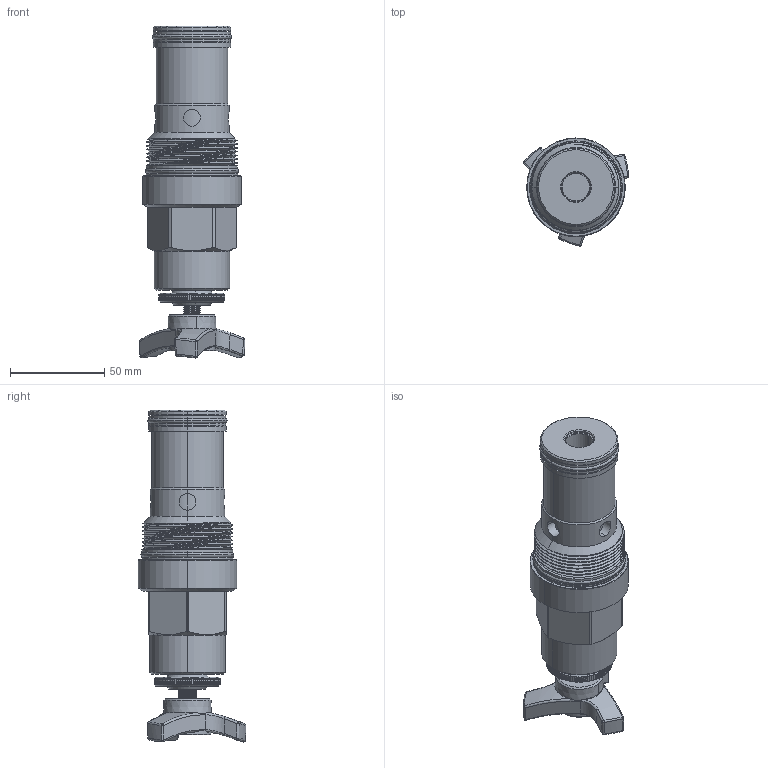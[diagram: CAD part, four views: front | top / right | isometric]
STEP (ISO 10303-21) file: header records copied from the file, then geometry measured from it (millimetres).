
FILE_DESCRIPTION (( 'STEP AP203' ), '1' );
FILE_NAME ('FR18A20-T.STEP', '2020-03-19T07:42:13', ( '' ), ( '' ), 'SwSTEP 2.0', 'SolidWorks 2018', '' );
FILE_SCHEMA (( 'CONFIG_CONTROL_DESIGN' ));
Length unit declared in the file: millimetre
Products named in the file (1): FR18A20-T
Bounding box: 56 x 57.2 x 176.17 mm (x, y, z)
Volume: 220056.2 mm3; surface area: 38805.6 mm2
Topology: 5 solids, 5 shells, 752 faces, 1967 edges, 1243 vertices
Faces by surface type: plane 324, cylinder 212, bspline 85, cone 56, sphere 40, torus 35
Entity records: 30083 total; most frequent: CARTESIAN_POINT 12799, ORIENTED_EDGE 3892, DIRECTION 3245, EDGE_CURVE 1946, AXIS2_PLACEMENT_3D 1271, VERTEX_POINT 1237, EDGE_LOOP 797, ADVANCED_FACE 752
